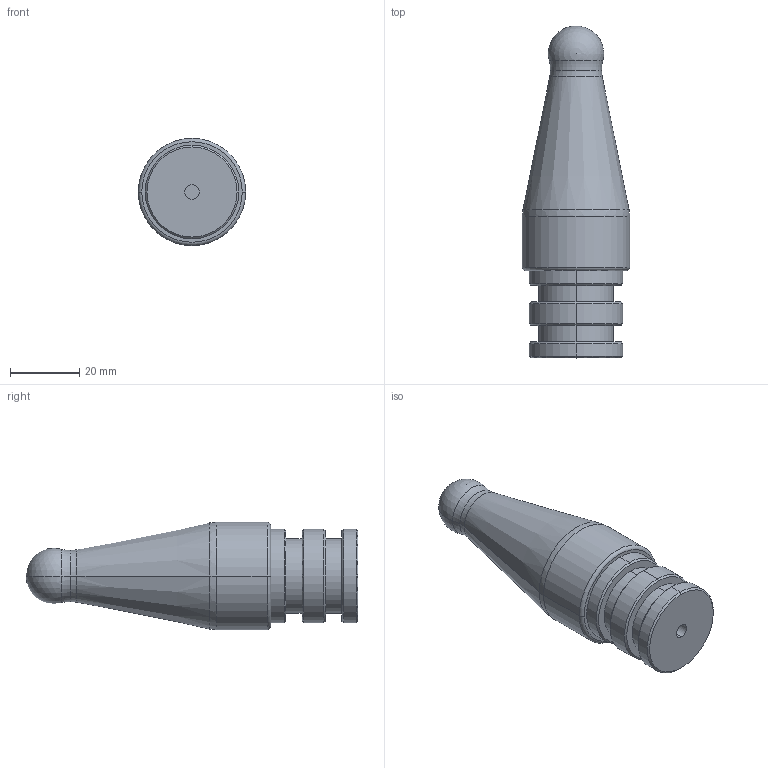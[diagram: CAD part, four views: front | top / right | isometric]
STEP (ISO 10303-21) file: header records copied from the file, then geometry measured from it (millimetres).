
FILE_DESCRIPTION (( 'STEP AP214' ), '1' );
FILE_NAME ('IA200_Moule.STEP', '2025-04-01T22:38:02', ( '' ), ( '' ), 'SwSTEP 2.0', 'SolidWorks 2024', '' );
FILE_SCHEMA (( 'AUTOMOTIVE_DESIGN' ));
Length unit declared in the file: millimetre
Products named in the file (1): IA200_Moule
Bounding box: 31 x 95.8 x 31 mm (x, y, z)
Volume: 44071 mm3; surface area: 8835.9 mm2
Topology: 1 solids, 1 shells, 43 faces, 89 edges, 52 vertices
Faces by surface type: cylinder 14, cone 12, torus 8, plane 7, sphere 2
Entity records: 1131 total; most frequent: DIRECTION 230, CARTESIAN_POINT 177, ORIENTED_EDGE 168, AXIS2_PLACEMENT_3D 102, EDGE_CURVE 84, CIRCLE 58, VERTEX_POINT 49, EDGE_LOOP 49
